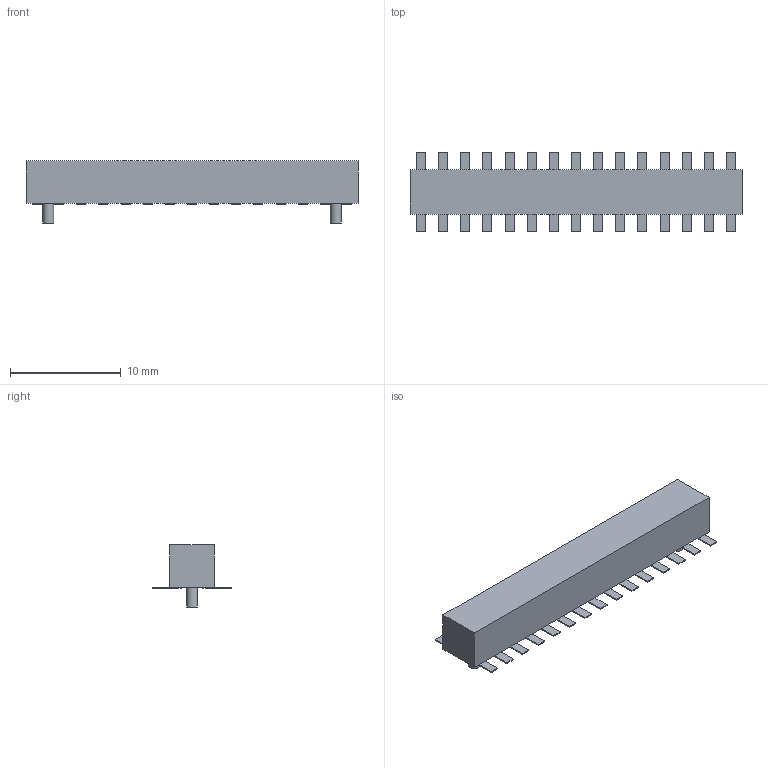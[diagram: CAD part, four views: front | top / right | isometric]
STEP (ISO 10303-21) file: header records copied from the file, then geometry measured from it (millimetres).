
FILE_DESCRIPTION(('FreeCAD Model'),'2;1');
FILE_NAME('869276.1.5.stp','2022-06-10T11:23:45',( 'Author'),(''),'Open CASCADE STEP processor 6.9','FreeCAD','Unknown' );
FILE_SCHEMA(('AUTOMOTIVE_DESIGN { 1 0 10303 214 1 1 1 1 }'));
Length unit declared in the file: millimetre
Products named in the file (4): ASSEMBLY; Body; Pins; Lugs
Assembly tree (3 placements, depth 2):
  ASSEMBLY
    Body
    Pins
    Lugs
Bounding box: 30 x 7.12 x 5.61 mm (x, y, z)
Volume: 466.5 mm3; surface area: 659.4 mm2
Topology: 33 solids, 33 shells, 192 faces, 378 edges, 252 vertices
Faces by surface type: plane 190, cylinder 2
Full cylindrical faces by diameter (mm): 0.99 x2
Entity records: 10042 total; most frequent: CARTESIAN_POINT 1582, DIRECTION 1530, LINE 1126, VECTOR 1126, ORIENTED_EDGE 756, PCURVE 756, DEFINITIONAL_REPRESENTATION 756, EDGE_CURVE 378
